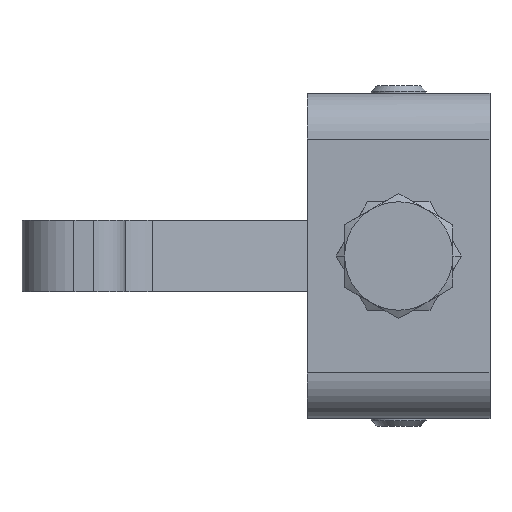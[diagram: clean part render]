
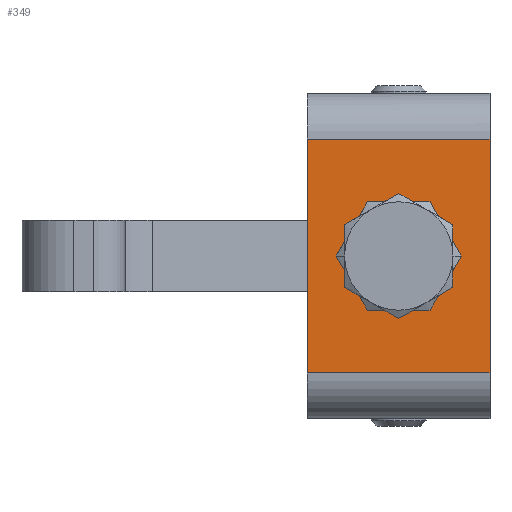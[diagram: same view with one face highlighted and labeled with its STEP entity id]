
A CAD part, left-side view. The second image highlights one B-rep face of the part: STEP entity #349.
In plain terms, the highlighted planar face has unit normal (-1, 0, 0).
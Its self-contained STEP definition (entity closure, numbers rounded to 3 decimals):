
#349 = ADVANCED_FACE( '', ( #654, #655 ), #656, .T. );
#654 = FACE_BOUND( '', #1124, .T. );
#655 = FACE_OUTER_BOUND( '', #1125, .T. );
#656 = PLANE( '', #1126 );
#1124 = EDGE_LOOP( '', ( #2086, #2087 ) );
#1125 = EDGE_LOOP( '', ( #2088, #2089, #2090, #2091 ) );
#1126 = AXIS2_PLACEMENT_3D( '', #2092, #2093, #2094 );
#2086 = ORIENTED_EDGE( '', *, *, #3194, .T. );
#2087 = ORIENTED_EDGE( '', *, *, #3239, .T. );
#2088 = ORIENTED_EDGE( '', *, *, #3391, .T. );
#2089 = ORIENTED_EDGE( '', *, *, #3392, .T. );
#2090 = ORIENTED_EDGE( '', *, *, #3389, .F. );
#2091 = ORIENTED_EDGE( '', *, *, #3263, .F. );
#2092 = CARTESIAN_POINT( '', ( 0., 16., -20.5 ) );
#2093 = DIRECTION( '', ( -1., 0., 0. ) );
#2094 = DIRECTION( '', ( 0., 0., -1. ) );
#3194 = EDGE_CURVE( '', #3805, #3809, #3811, .T. );
#3239 = EDGE_CURVE( '', #3809, #3805, #3884, .T. );
#3263 = EDGE_CURVE( '', #3926, #3928, #3929, .T. );
#3389 = EDGE_CURVE( '', #3928, #4125, #4126, .T. );
#3391 = EDGE_CURVE( '', #3926, #4128, #4129, .T. );
#3392 = EDGE_CURVE( '', #4128, #4125, #4130, .T. );
#3805 = VERTEX_POINT( '', #4719 );
#3809 = VERTEX_POINT( '', #4724 );
#3811 = CIRCLE( '', #4727, 9.9 );
#3884 = CIRCLE( '', #4816, 9.9 );
#3926 = VERTEX_POINT( '', #4884 );
#3928 = VERTEX_POINT( '', #4886 );
#3929 = LINE( '', #4887, #4888 );
#4125 = VERTEX_POINT( '', #5174 );
#4126 = LINE( '', #5175, #5176 );
#4128 = VERTEX_POINT( '', #5178 );
#4129 = LINE( '', #5179, #5180 );
#4130 = LINE( '', #5181, #5182 );
#4719 = CARTESIAN_POINT( '', ( 0., 0., -9.9 ) );
#4724 = CARTESIAN_POINT( '', ( 0., 0., 9.9 ) );
#4727 = AXIS2_PLACEMENT_3D( '', #6582, #6583, #6584 );
#4816 = AXIS2_PLACEMENT_3D( '', #6685, #6686, #6687 );
#4884 = CARTESIAN_POINT( '', ( 0., 16., -20.5 ) );
#4886 = CARTESIAN_POINT( '', ( 0., 16., 20.5 ) );
#4887 = CARTESIAN_POINT( '', ( 0., 16., -20.5 ) );
#4888 = VECTOR( '', #6735, 1. );
#5174 = CARTESIAN_POINT( '', ( 0., -16., 20.5 ) );
#5175 = CARTESIAN_POINT( '', ( 0., 16., 20.5 ) );
#5176 = VECTOR( '', #6961, 1. );
#5178 = CARTESIAN_POINT( '', ( 0., -16., -20.5 ) );
#5179 = CARTESIAN_POINT( '', ( 0., 16., -20.5 ) );
#5180 = VECTOR( '', #6965, 1. );
#5181 = CARTESIAN_POINT( '', ( 0., -16., -20.5 ) );
#5182 = VECTOR( '', #6966, 1. );
#6582 = CARTESIAN_POINT( '', ( 0., 0., 0. ) );
#6583 = DIRECTION( '', ( 1., 0., 0. ) );
#6584 = DIRECTION( '', ( 0., 0., -1. ) );
#6685 = CARTESIAN_POINT( '', ( 0., 0., 0. ) );
#6686 = DIRECTION( '', ( 1., 0., 0. ) );
#6687 = DIRECTION( '', ( 0., 0., -1. ) );
#6735 = DIRECTION( '', ( 0., 0., 1. ) );
#6961 = DIRECTION( '', ( 0., -1., 0. ) );
#6965 = DIRECTION( '', ( 0., -1., 0. ) );
#6966 = DIRECTION( '', ( 0., 0., 1. ) );
